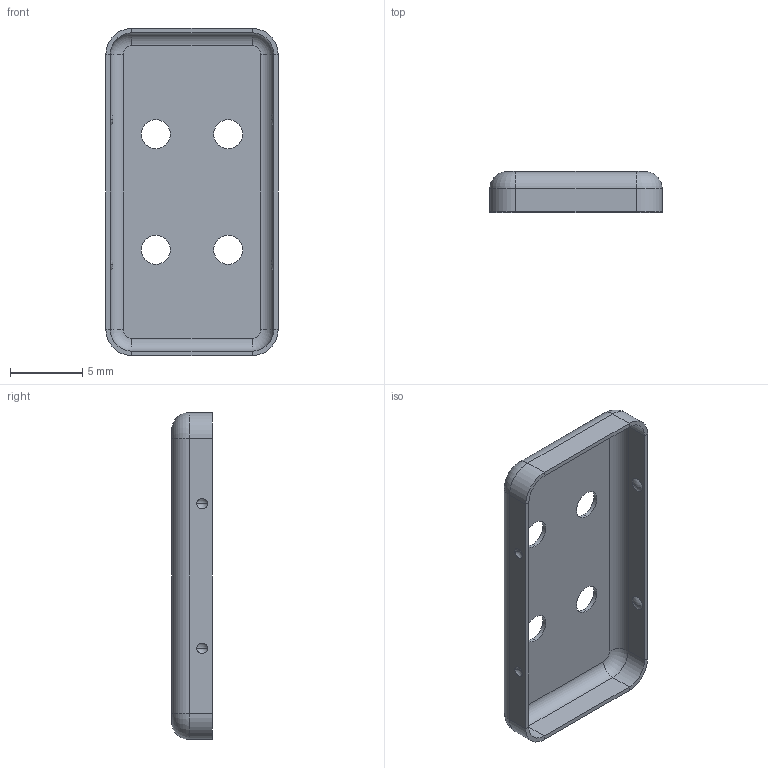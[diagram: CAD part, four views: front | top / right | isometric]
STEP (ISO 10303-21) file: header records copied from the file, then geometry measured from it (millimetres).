
FILE_DESCRIPTION (( 'STEP AP203' ), '1' );
FILE_NAME ('MS220-30CP.step', '2020-11-05T09:18:20', ( '' ), ( '' ), 'SwSTEP 2.0', 'SolidWorks 2018', '' );
FILE_SCHEMA (( 'CONFIG_CONTROL_DESIGN' ));
Length unit declared in the file: millimetre
Products named in the file (1): MS220-30CP
Bounding box: 11.9 x 2.8 x 22.6 mm (x, y, z)
Volume: 116 mm3; surface area: 800.5 mm2
Topology: 1 solids, 1 shells, 66 faces, 144 edges, 88 vertices
Faces by surface type: cylinder 24, plane 18, sphere 16, torus 8
Entity records: 1917 total; most frequent: DIRECTION 366, CARTESIAN_POINT 299, ORIENTED_EDGE 288, AXIS2_PLACEMENT_3D 155, EDGE_CURVE 144, CIRCLE 88, VERTEX_POINT 88, EDGE_LOOP 82
